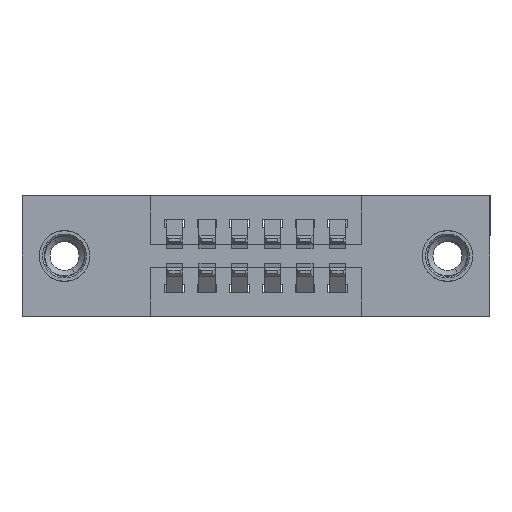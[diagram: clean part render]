
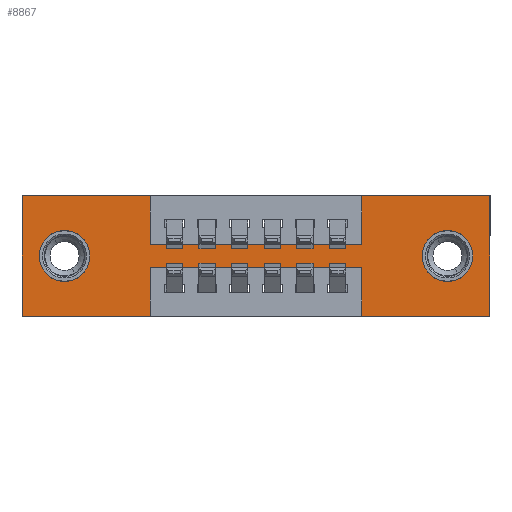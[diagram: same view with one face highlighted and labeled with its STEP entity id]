
A CAD part, front view. The second image highlights one B-rep face of the part: STEP entity #8867.
In plain terms, the highlighted planar face has unit normal (0, -1, 0).
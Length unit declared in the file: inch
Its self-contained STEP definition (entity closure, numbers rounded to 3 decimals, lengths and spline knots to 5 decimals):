
#93 = DIRECTION ( 'NONE',  ( -1., 0., 0. ) ) ;
#192 = CARTESIAN_POINT ( 'NONE',  ( 1.0425, 0., -0.15 ) ) ;
#230 = DIRECTION ( 'NONE',  ( 1., 0., 0. ) ) ;
#328 = ORIENTED_EDGE ( 'NONE', *, *, #865, .T. ) ;
#358 = CARTESIAN_POINT ( 'NONE',  ( 1.0425, 0., 0. ) ) ;
#501 = VERTEX_POINT ( 'NONE', #3326 ) ;
#816 = VERTEX_POINT ( 'NONE', #4940 ) ;
#865 = EDGE_CURVE ( 'NONE', #3620, #7556, #14410, .T. ) ;
#1006 = CARTESIAN_POINT ( 'NONE',  ( 0., 0., 0. ) ) ;
#1277 = CARTESIAN_POINT ( 'NONE',  ( 1.0425, 0., -0.22 ) ) ;
#1359 = VECTOR ( 'NONE', #230, 39.37008 ) ;
#1429 = AXIS2_PLACEMENT_3D ( 'NONE', #5241, #5351, #14097 ) ;
#1477 = EDGE_CURVE ( 'NONE', #2719, #9949, #10180, .T. ) ;
#1549 = EDGE_CURVE ( 'NONE', #7115, #501, #6883, .T. ) ;
#1766 = DIRECTION ( 'NONE',  ( 0., 0., -1. ) ) ;
#1806 = EDGE_CURVE ( 'NONE', #501, #10635, #11587, .T. ) ;
#1837 = FACE_BOUND ( 'NONE', #9387, .T. ) ;
#1859 = LINE ( 'NONE', #5921, #11604 ) ;
#1942 = DIRECTION ( 'NONE',  ( 0., 0., 1. ) ) ;
#1977 = EDGE_CURVE ( 'NONE', #5740, #10867, #8256, .T. ) ;
#2349 = CARTESIAN_POINT ( 'NONE',  ( 0.13, 0., -0.185 ) ) ;
#2499 = ORIENTED_EDGE ( 'NONE', *, *, #6934, .F. ) ;
#2518 = EDGE_LOOP ( 'NONE', ( #11481, #328 ) ) ;
#2603 = ORIENTED_EDGE ( 'NONE', *, *, #1977, .F. ) ;
#2632 = EDGE_CURVE ( 'NONE', #816, #2724, #12587, .T. ) ;
#2719 = VERTEX_POINT ( 'NONE', #12034 ) ;
#2724 = VERTEX_POINT ( 'NONE', #6378 ) ;
#2736 = DIRECTION ( 'NONE',  ( 0., 1., 0. ) ) ;
#2767 = EDGE_CURVE ( 'NONE', #5665, #12014, #9258, .T. ) ;
#2779 = CARTESIAN_POINT ( 'NONE',  ( 0.3925, 0., -0.37 ) ) ;
#2859 = CARTESIAN_POINT ( 'NONE',  ( 1.305, 0., -0.185 ) ) ;
#3326 = CARTESIAN_POINT ( 'NONE',  ( 1.0425, 0., -0.37 ) ) ;
#3620 = VERTEX_POINT ( 'NONE', #13283 ) ;
#3695 = EDGE_CURVE ( 'NONE', #10867, #7509, #4323, .T. ) ;
#3939 = ORIENTED_EDGE ( 'NONE', *, *, #8972, .F. ) ;
#4090 = CARTESIAN_POINT ( 'NONE',  ( 0.3925, 0., -0.22 ) ) ;
#4169 = ORIENTED_EDGE ( 'NONE', *, *, #1477, .F. ) ;
#4213 = VERTEX_POINT ( 'NONE', #5902 ) ;
#4223 = VECTOR ( 'NONE', #12266, 39.37008 ) ;
#4229 = CARTESIAN_POINT ( 'NONE',  ( 0., 0., -0.37 ) ) ;
#4323 = LINE ( 'NONE', #12583, #8720 ) ;
#4474 = DIRECTION ( 'NONE',  ( -1., 0., 0. ) ) ;
#4742 = EDGE_CURVE ( 'NONE', #12014, #5665, #7073, .T. ) ;
#4816 = CARTESIAN_POINT ( 'NONE',  ( 0.13, 0., -0.185 ) ) ;
#4940 = CARTESIAN_POINT ( 'NONE',  ( 1.0425, 0., 0. ) ) ;
#5145 = DIRECTION ( 'NONE',  ( 0., 0., -1. ) ) ;
#5173 = CARTESIAN_POINT ( 'NONE',  ( 0., 0., 0. ) ) ;
#5227 = CARTESIAN_POINT ( 'NONE',  ( 0.13, 0., -0.263 ) ) ;
#5241 = CARTESIAN_POINT ( 'NONE',  ( 1.305, 0., -0.185 ) ) ;
#5338 = LINE ( 'NONE', #5173, #14264 ) ;
#5351 = DIRECTION ( 'NONE',  ( 0., 1., 0. ) ) ;
#5665 = VERTEX_POINT ( 'NONE', #7344 ) ;
#5700 = ORIENTED_EDGE ( 'NONE', *, *, #1549, .F. ) ;
#5740 = VERTEX_POINT ( 'NONE', #4090 ) ;
#5747 = DIRECTION ( 'NONE',  ( -1., 0., 0. ) ) ;
#5776 = LINE ( 'NONE', #6832, #6664 ) ;
#5800 = DIRECTION ( 'NONE',  ( 0., 0., 1. ) ) ;
#5840 = FACE_BOUND ( 'NONE', #2518, .T. ) ;
#5902 = CARTESIAN_POINT ( 'NONE',  ( 0.3925, 0., 0. ) ) ;
#5921 = CARTESIAN_POINT ( 'NONE',  ( 1.435, 0., 0. ) ) ;
#6036 = DIRECTION ( 'NONE',  ( 1., 0., 0. ) ) ;
#6175 = CARTESIAN_POINT ( 'NONE',  ( 0., 0., 0. ) ) ;
#6378 = CARTESIAN_POINT ( 'NONE',  ( 1.435, 0., 0. ) ) ;
#6498 = PLANE ( 'NONE',  #8561 ) ;
#6609 = DIRECTION ( 'NONE',  ( 0., 0., 1. ) ) ;
#6664 = VECTOR ( 'NONE', #5747, 39.37008 ) ;
#6751 = ORIENTED_EDGE ( 'NONE', *, *, #3695, .F. ) ;
#6806 = CARTESIAN_POINT ( 'NONE',  ( 0., 0., -0.37 ) ) ;
#6832 = CARTESIAN_POINT ( 'NONE',  ( 0.3925, 0., -0.22 ) ) ;
#6883 = LINE ( 'NONE', #6806, #13518 ) ;
#6934 = EDGE_CURVE ( 'NONE', #7509, #12025, #5338, .T. ) ;
#7073 = CIRCLE ( 'NONE', #8060, 0.078 ) ;
#7115 = VERTEX_POINT ( 'NONE', #10740 ) ;
#7199 = DIRECTION ( 'NONE',  ( 0., 0., -1. ) ) ;
#7221 = VECTOR ( 'NONE', #10218, 39.37008 ) ;
#7274 = CARTESIAN_POINT ( 'NONE',  ( 0., 0., 0. ) ) ;
#7344 = CARTESIAN_POINT ( 'NONE',  ( 0.13, 0., -0.107 ) ) ;
#7351 = ORIENTED_EDGE ( 'NONE', *, *, #9053, .F. ) ;
#7379 = EDGE_CURVE ( 'NONE', #9949, #816, #14077, .T. ) ;
#7389 = VECTOR ( 'NONE', #9409, 39.37008 ) ;
#7410 = DIRECTION ( 'NONE',  ( 0., 1., 0. ) ) ;
#7509 = VERTEX_POINT ( 'NONE', #12527 ) ;
#7556 = VERTEX_POINT ( 'NONE', #9280 ) ;
#7897 = VECTOR ( 'NONE', #6036, 39.37008 ) ;
#8002 = CARTESIAN_POINT ( 'NONE',  ( 0.3925, 0., -0.15 ) ) ;
#8060 = AXIS2_PLACEMENT_3D ( 'NONE', #4816, #2736, #10542 ) ;
#8126 = LINE ( 'NONE', #7274, #1359 ) ;
#8225 = ORIENTED_EDGE ( 'NONE', *, *, #10770, .F. ) ;
#8256 = LINE ( 'NONE', #2779, #7389 ) ;
#8280 = LINE ( 'NONE', #9192, #14219 ) ;
#8310 = VECTOR ( 'NONE', #5800, 39.37008 ) ;
#8406 = EDGE_CURVE ( 'NONE', #4213, #2719, #8280, .T. ) ;
#8426 = EDGE_LOOP ( 'NONE', ( #2603, #8225, #11282, #5700, #7351, #13567, #12936, #4169, #12786, #3939, #2499, #6751 ) ) ;
#8560 = CIRCLE ( 'NONE', #1429, 0.078 ) ;
#8561 = AXIS2_PLACEMENT_3D ( 'NONE', #4229, #11041, #7199 ) ;
#8720 = VECTOR ( 'NONE', #93, 39.37008 ) ;
#8867 = ADVANCED_FACE ( 'NONE', ( #5840, #1837, #12480 ), #6498, .T. ) ;
#8972 = EDGE_CURVE ( 'NONE', #12025, #4213, #8126, .T. ) ;
#9053 = EDGE_CURVE ( 'NONE', #2724, #7115, #1859, .T. ) ;
#9182 = ORIENTED_EDGE ( 'NONE', *, *, #4742, .T. ) ;
#9192 = CARTESIAN_POINT ( 'NONE',  ( 0.3925, 0., 0. ) ) ;
#9258 = CIRCLE ( 'NONE', #12336, 0.078 ) ;
#9280 = CARTESIAN_POINT ( 'NONE',  ( 1.305, 0., -0.107 ) ) ;
#9387 = EDGE_LOOP ( 'NONE', ( #14343, #9182 ) ) ;
#9409 = DIRECTION ( 'NONE',  ( 0., 0., -1. ) ) ;
#9949 = VERTEX_POINT ( 'NONE', #192 ) ;
#10180 = LINE ( 'NONE', #8002, #4223 ) ;
#10218 = DIRECTION ( 'NONE',  ( 0., 0., 1. ) ) ;
#10542 = DIRECTION ( 'NONE',  ( 0., 0., 1. ) ) ;
#10574 = DIRECTION ( 'NONE',  ( 0., 1., 0. ) ) ;
#10635 = VERTEX_POINT ( 'NONE', #1277 ) ;
#10740 = CARTESIAN_POINT ( 'NONE',  ( 1.435, 0., -0.37 ) ) ;
#10770 = EDGE_CURVE ( 'NONE', #10635, #5740, #5776, .T. ) ;
#10772 = AXIS2_PLACEMENT_3D ( 'NONE', #2859, #7410, #5145 ) ;
#10867 = VERTEX_POINT ( 'NONE', #13966 ) ;
#11041 = DIRECTION ( 'NONE',  ( 0., -1., 0. ) ) ;
#11282 = ORIENTED_EDGE ( 'NONE', *, *, #1806, .F. ) ;
#11302 = CARTESIAN_POINT ( 'NONE',  ( 1.0425, 0., -0.37 ) ) ;
#11325 = EDGE_CURVE ( 'NONE', #7556, #3620, #8560, .T. ) ;
#11481 = ORIENTED_EDGE ( 'NONE', *, *, #11325, .T. ) ;
#11587 = LINE ( 'NONE', #11302, #7221 ) ;
#11604 = VECTOR ( 'NONE', #12690, 39.37008 ) ;
#12014 = VERTEX_POINT ( 'NONE', #5227 ) ;
#12025 = VERTEX_POINT ( 'NONE', #1006 ) ;
#12034 = CARTESIAN_POINT ( 'NONE',  ( 0.3925, 0., -0.15 ) ) ;
#12266 = DIRECTION ( 'NONE',  ( 1., 0., 0. ) ) ;
#12336 = AXIS2_PLACEMENT_3D ( 'NONE', #2349, #10574, #6609 ) ;
#12480 = FACE_OUTER_BOUND ( 'NONE', #8426, .T. ) ;
#12527 = CARTESIAN_POINT ( 'NONE',  ( 0., 0., -0.37 ) ) ;
#12583 = CARTESIAN_POINT ( 'NONE',  ( 0., 0., -0.37 ) ) ;
#12587 = LINE ( 'NONE', #6175, #7897 ) ;
#12690 = DIRECTION ( 'NONE',  ( 0., 0., -1. ) ) ;
#12786 = ORIENTED_EDGE ( 'NONE', *, *, #8406, .F. ) ;
#12936 = ORIENTED_EDGE ( 'NONE', *, *, #7379, .F. ) ;
#13283 = CARTESIAN_POINT ( 'NONE',  ( 1.305, 0., -0.263 ) ) ;
#13518 = VECTOR ( 'NONE', #4474, 39.37008 ) ;
#13567 = ORIENTED_EDGE ( 'NONE', *, *, #2632, .F. ) ;
#13966 = CARTESIAN_POINT ( 'NONE',  ( 0.3925, 0., -0.37 ) ) ;
#14077 = LINE ( 'NONE', #358, #8310 ) ;
#14097 = DIRECTION ( 'NONE',  ( 0., 0., -1. ) ) ;
#14219 = VECTOR ( 'NONE', #1766, 39.37008 ) ;
#14264 = VECTOR ( 'NONE', #1942, 39.37008 ) ;
#14343 = ORIENTED_EDGE ( 'NONE', *, *, #2767, .T. ) ;
#14410 = CIRCLE ( 'NONE', #10772, 0.078 ) ;
